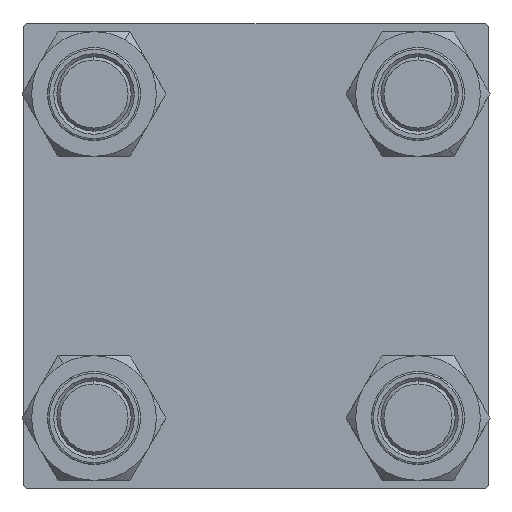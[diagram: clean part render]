
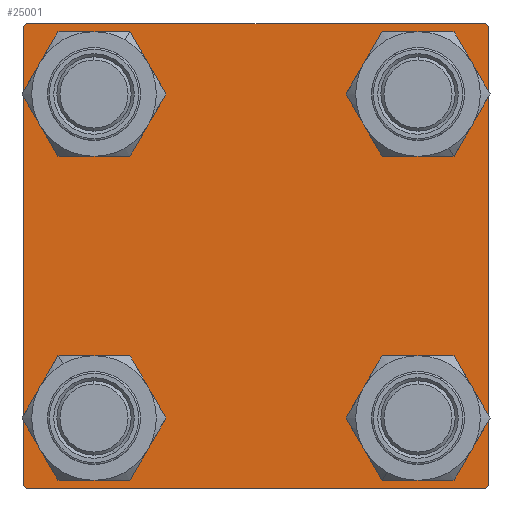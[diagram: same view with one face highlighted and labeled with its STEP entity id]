
A CAD part, left-side view. The second image highlights one B-rep face of the part: STEP entity #25001.
In plain terms, the highlighted planar face has unit normal (-1, 0, 0).
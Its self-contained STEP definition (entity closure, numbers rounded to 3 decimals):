
#15 = CARTESIAN_POINT ( 'NONE',  ( 0., 37.25, -37.25 ) ) ;
#85 = EDGE_CURVE ( 'NONE', #776, #23388, #35583, .T. ) ;
#776 = VERTEX_POINT ( 'NONE', #7492 ) ;
#1571 = LINE ( 'NONE', #2334, #33904 ) ;
#1917 = DIRECTION ( 'NONE',  ( 1., 0., 0. ) ) ;
#2334 = CARTESIAN_POINT ( 'NONE',  ( 0., -37.5, 37.5 ) ) ;
#2664 = CARTESIAN_POINT ( 'NONE',  ( 0., 26.15, 32.65 ) ) ;
#3267 = VERTEX_POINT ( 'NONE', #2664 ) ;
#4984 = CARTESIAN_POINT ( 'NONE',  ( 0., -37.25, -37.25 ) ) ;
#5171 = LINE ( 'NONE', #43365, #30966 ) ;
#5951 = DIRECTION ( 'NONE',  ( 0., 0., 1. ) ) ;
#6905 = CARTESIAN_POINT ( 'NONE',  ( 0., 37.25, 37.25 ) ) ;
#6949 = VERTEX_POINT ( 'NONE', #35846 ) ;
#6970 = ORIENTED_EDGE ( 'NONE', *, *, #34528, .T. ) ;
#7492 = CARTESIAN_POINT ( 'NONE',  ( 0., 37.5, 37. ) ) ;
#7547 = ORIENTED_EDGE ( 'NONE', *, *, #17904, .T. ) ;
#8517 = CARTESIAN_POINT ( 'NONE',  ( 0., -26.15, -26.15 ) ) ;
#8634 = CIRCLE ( 'NONE', #27311, 6.5 ) ;
#9269 = DIRECTION ( 'NONE',  ( 1., 0., 0. ) ) ;
#9728 = DIRECTION ( 'NONE',  ( 0., 0., 1. ) ) ;
#9827 = AXIS2_PLACEMENT_3D ( 'NONE', #11387, #35295, #42689 ) ;
#10265 = CARTESIAN_POINT ( 'NONE',  ( 0., -26.15, 19.65 ) ) ;
#11052 = EDGE_LOOP ( 'NONE', ( #6970, #15550 ) ) ;
#11387 = CARTESIAN_POINT ( 'NONE',  ( 0., -26.15, -26.15 ) ) ;
#12039 = EDGE_LOOP ( 'NONE', ( #7547, #43036 ) ) ;
#12432 = DIRECTION ( 'NONE',  ( 0., 0., -1. ) ) ;
#12679 = CARTESIAN_POINT ( 'NONE',  ( 0., 37.5, 37.5 ) ) ;
#12990 = VERTEX_POINT ( 'NONE', #48279 ) ;
#13288 = VERTEX_POINT ( 'NONE', #41335 ) ;
#13542 = DIRECTION ( 'NONE',  ( -1., 0., 0. ) ) ;
#13593 = ORIENTED_EDGE ( 'NONE', *, *, #15430, .T. ) ;
#14261 = VERTEX_POINT ( 'NONE', #10265 ) ;
#14288 = VERTEX_POINT ( 'NONE', #37240 ) ;
#14361 = AXIS2_PLACEMENT_3D ( 'NONE', #47959, #9269, #44646 ) ;
#14494 = LINE ( 'NONE', #41984, #41505 ) ;
#15249 = EDGE_LOOP ( 'NONE', ( #13593, #31258 ) ) ;
#15430 = EDGE_CURVE ( 'NONE', #3267, #13288, #15872, .T. ) ;
#15462 = DIRECTION ( 'NONE',  ( 1., 0., 0. ) ) ;
#15550 = ORIENTED_EDGE ( 'NONE', *, *, #45388, .T. ) ;
#15872 = CIRCLE ( 'NONE', #36164, 6.5 ) ;
#15964 = DIRECTION ( 'NONE',  ( 0., 0., 1. ) ) ;
#15968 = EDGE_CURVE ( 'NONE', #48546, #17354, #47553, .T. ) ;
#16765 = VECTOR ( 'NONE', #12432, 1000. ) ;
#17354 = VERTEX_POINT ( 'NONE', #34511 ) ;
#17546 = CARTESIAN_POINT ( 'NONE',  ( 0., 26.15, -32.65 ) ) ;
#17904 = EDGE_CURVE ( 'NONE', #26313, #30885, #8634, .T. ) ;
#18381 = EDGE_CURVE ( 'NONE', #46287, #14288, #28394, .T. ) ;
#18505 = EDGE_CURVE ( 'NONE', #6949, #24083, #24086, .T. ) ;
#19199 = VECTOR ( 'NONE', #29407, 1000. ) ;
#20028 = CARTESIAN_POINT ( 'NONE',  ( 0., -26.15, 26.15 ) ) ;
#20224 = AXIS2_PLACEMENT_3D ( 'NONE', #48411, #13542, #9728 ) ;
#20265 = DIRECTION ( 'NONE',  ( 1., 0., 0. ) ) ;
#21183 = FACE_BOUND ( 'NONE', #25584, .T. ) ;
#21188 = CIRCLE ( 'NONE', #35786, 6.5 ) ;
#21227 = CIRCLE ( 'NONE', #22034, 6.5 ) ;
#21229 = VECTOR ( 'NONE', #27766, 1000. ) ;
#22034 = AXIS2_PLACEMENT_3D ( 'NONE', #39619, #1917, #24843 ) ;
#22361 = CARTESIAN_POINT ( 'NONE',  ( 0., -37., -37.5 ) ) ;
#23102 = CARTESIAN_POINT ( 'NONE',  ( 0., -37., 37.5 ) ) ;
#23138 = VERTEX_POINT ( 'NONE', #29900 ) ;
#23388 = VERTEX_POINT ( 'NONE', #37473 ) ;
#23806 = DIRECTION ( 'NONE',  ( 1., 0., 0. ) ) ;
#24032 = DIRECTION ( 'NONE',  ( 0., -1., 0. ) ) ;
#24083 = VERTEX_POINT ( 'NONE', #23102 ) ;
#24086 = LINE ( 'NONE', #39609, #19199 ) ;
#24825 = CARTESIAN_POINT ( 'NONE',  ( 0., 26.15, 26.15 ) ) ;
#24843 = DIRECTION ( 'NONE',  ( 0., 0., 1. ) ) ;
#25001 = ADVANCED_FACE ( 'NONE', ( #29072, #21183, #36702, #32377, #32879 ), #43587, .T. ) ;
#25005 = DIRECTION ( 'NONE',  ( 0., 0., -1. ) ) ;
#25520 = ORIENTED_EDGE ( 'NONE', *, *, #18505, .T. ) ;
#25584 = EDGE_LOOP ( 'NONE', ( #43958, #37650 ) ) ;
#26275 = ORIENTED_EDGE ( 'NONE', *, *, #31833, .T. ) ;
#26313 = VERTEX_POINT ( 'NONE', #47555 ) ;
#26429 = AXIS2_PLACEMENT_3D ( 'NONE', #8517, #23806, #39821 ) ;
#26499 = LINE ( 'NONE', #6905, #46091 ) ;
#27311 = AXIS2_PLACEMENT_3D ( 'NONE', #40790, #48419, #40529 ) ;
#27401 = DIRECTION ( 'NONE',  ( 0., -0.707, 0.707 ) ) ;
#27568 = EDGE_LOOP ( 'NONE', ( #44952, #38955, #43227, #41831, #40546, #25520, #45040, #26275 ) ) ;
#27766 = DIRECTION ( 'NONE',  ( 0., -0.707, -0.707 ) ) ;
#28394 = LINE ( 'NONE', #4984, #30579 ) ;
#28858 = CARTESIAN_POINT ( 'NONE',  ( 0., 26.15, 26.15 ) ) ;
#29072 = FACE_BOUND ( 'NONE', #11052, .T. ) ;
#29407 = DIRECTION ( 'NONE',  ( 0., 0.707, 0.707 ) ) ;
#29900 = CARTESIAN_POINT ( 'NONE',  ( 0., 37., 37.5 ) ) ;
#30579 = VECTOR ( 'NONE', #27401, 1000. ) ;
#30634 = EDGE_CURVE ( 'NONE', #30885, #26313, #34679, .T. ) ;
#30885 = VERTEX_POINT ( 'NONE', #17546 ) ;
#30966 = VECTOR ( 'NONE', #24032, 1000. ) ;
#31258 = ORIENTED_EDGE ( 'NONE', *, *, #43674, .T. ) ;
#31762 = CARTESIAN_POINT ( 'NONE',  ( 0., -26.15, 32.65 ) ) ;
#31833 = EDGE_CURVE ( 'NONE', #23138, #776, #26499, .T. ) ;
#32377 = FACE_BOUND ( 'NONE', #15249, .T. ) ;
#32503 = EDGE_CURVE ( 'NONE', #6949, #14288, #1571, .T. ) ;
#32879 = FACE_OUTER_BOUND ( 'NONE', #27568, .T. ) ;
#33904 = VECTOR ( 'NONE', #25005, 1000. ) ;
#34184 = CIRCLE ( 'NONE', #9827, 6.5 ) ;
#34511 = CARTESIAN_POINT ( 'NONE',  ( 0., -26.15, -19.65 ) ) ;
#34528 = EDGE_CURVE ( 'NONE', #42016, #14261, #34820, .T. ) ;
#34679 = CIRCLE ( 'NONE', #14361, 6.5 ) ;
#34820 = CIRCLE ( 'NONE', #47032, 6.5 ) ;
#35295 = DIRECTION ( 'NONE',  ( 1., 0., 0. ) ) ;
#35583 = LINE ( 'NONE', #12679, #16765 ) ;
#35786 = AXIS2_PLACEMENT_3D ( 'NONE', #24825, #20265, #47495 ) ;
#35846 = CARTESIAN_POINT ( 'NONE',  ( 0., -37.5, 37. ) ) ;
#36164 = AXIS2_PLACEMENT_3D ( 'NONE', #28858, #40824, #5951 ) ;
#36702 = FACE_BOUND ( 'NONE', #12039, .T. ) ;
#37240 = CARTESIAN_POINT ( 'NONE',  ( 0., -37.5, -37. ) ) ;
#37473 = CARTESIAN_POINT ( 'NONE',  ( 0., 37.5, -37. ) ) ;
#37650 = ORIENTED_EDGE ( 'NONE', *, *, #15968, .T. ) ;
#38955 = ORIENTED_EDGE ( 'NONE', *, *, #41713, .T. ) ;
#39609 = CARTESIAN_POINT ( 'NONE',  ( 0., -37.25, 37.25 ) ) ;
#39619 = CARTESIAN_POINT ( 'NONE',  ( 0., -26.15, 26.15 ) ) ;
#39821 = DIRECTION ( 'NONE',  ( 0., 0., 1. ) ) ;
#40529 = DIRECTION ( 'NONE',  ( 0., 0., 1. ) ) ;
#40546 = ORIENTED_EDGE ( 'NONE', *, *, #32503, .F. ) ;
#40790 = CARTESIAN_POINT ( 'NONE',  ( 0., 26.15, -26.15 ) ) ;
#40824 = DIRECTION ( 'NONE',  ( 1., 0., 0. ) ) ;
#41335 = CARTESIAN_POINT ( 'NONE',  ( 0., 26.15, 19.65 ) ) ;
#41505 = VECTOR ( 'NONE', #41732, 1000. ) ;
#41713 = EDGE_CURVE ( 'NONE', #23388, #12990, #46609, .T. ) ;
#41732 = DIRECTION ( 'NONE',  ( 0., -1., 0. ) ) ;
#41831 = ORIENTED_EDGE ( 'NONE', *, *, #18381, .T. ) ;
#41984 = CARTESIAN_POINT ( 'NONE',  ( 0., 37.5, -37.5 ) ) ;
#42016 = VERTEX_POINT ( 'NONE', #31762 ) ;
#42032 = DIRECTION ( 'NONE',  ( 0., 0.707, -0.707 ) ) ;
#42689 = DIRECTION ( 'NONE',  ( 0., 0., 1. ) ) ;
#42845 = CARTESIAN_POINT ( 'NONE',  ( 0., -26.15, -32.65 ) ) ;
#43036 = ORIENTED_EDGE ( 'NONE', *, *, #30634, .T. ) ;
#43227 = ORIENTED_EDGE ( 'NONE', *, *, #44163, .T. ) ;
#43365 = CARTESIAN_POINT ( 'NONE',  ( 0., 37.5, 37.5 ) ) ;
#43587 = PLANE ( 'NONE',  #20224 ) ;
#43674 = EDGE_CURVE ( 'NONE', #13288, #3267, #21188, .T. ) ;
#43958 = ORIENTED_EDGE ( 'NONE', *, *, #45329, .T. ) ;
#44163 = EDGE_CURVE ( 'NONE', #12990, #46287, #14494, .T. ) ;
#44646 = DIRECTION ( 'NONE',  ( 0., 0., 1. ) ) ;
#44931 = EDGE_CURVE ( 'NONE', #23138, #24083, #5171, .T. ) ;
#44952 = ORIENTED_EDGE ( 'NONE', *, *, #85, .T. ) ;
#45040 = ORIENTED_EDGE ( 'NONE', *, *, #44931, .F. ) ;
#45329 = EDGE_CURVE ( 'NONE', #17354, #48546, #34184, .T. ) ;
#45388 = EDGE_CURVE ( 'NONE', #14261, #42016, #21227, .T. ) ;
#46091 = VECTOR ( 'NONE', #42032, 1000. ) ;
#46287 = VERTEX_POINT ( 'NONE', #22361 ) ;
#46609 = LINE ( 'NONE', #15, #21229 ) ;
#47032 = AXIS2_PLACEMENT_3D ( 'NONE', #20028, #15462, #15964 ) ;
#47495 = DIRECTION ( 'NONE',  ( 0., 0., 1. ) ) ;
#47553 = CIRCLE ( 'NONE', #26429, 6.5 ) ;
#47555 = CARTESIAN_POINT ( 'NONE',  ( 0., 26.15, -19.65 ) ) ;
#47959 = CARTESIAN_POINT ( 'NONE',  ( 0., 26.15, -26.15 ) ) ;
#48279 = CARTESIAN_POINT ( 'NONE',  ( 0., 37., -37.5 ) ) ;
#48411 = CARTESIAN_POINT ( 'NONE',  ( 0., 0., 0. ) ) ;
#48419 = DIRECTION ( 'NONE',  ( 1., 0., 0. ) ) ;
#48546 = VERTEX_POINT ( 'NONE', #42845 ) ;
